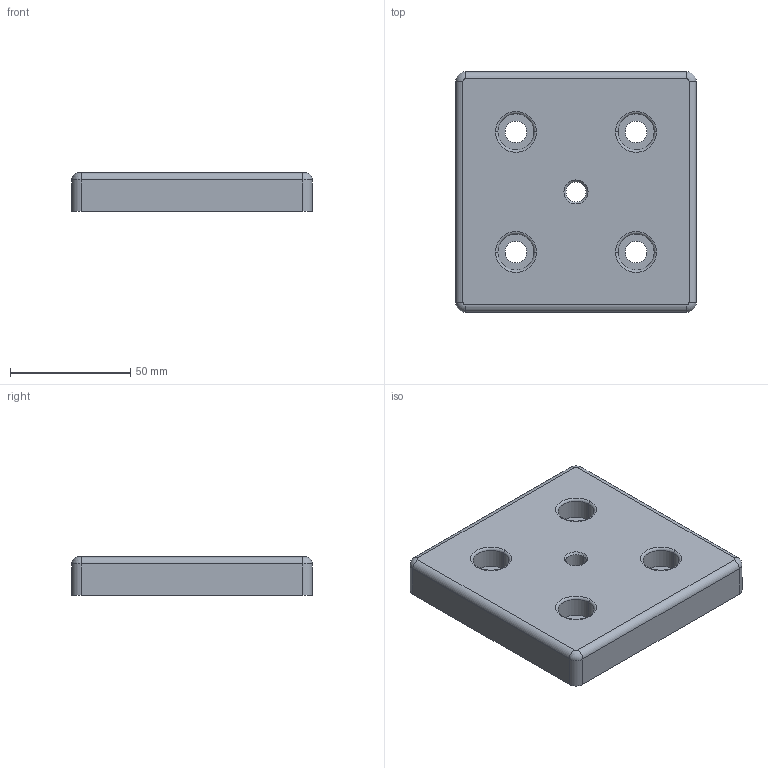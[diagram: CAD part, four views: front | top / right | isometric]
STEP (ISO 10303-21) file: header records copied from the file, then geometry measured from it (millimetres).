
FILE_DESCRIPTION (( 'STEP AP214' ), '1' );
FILE_NAME ('093t1001001008s.STEP', '2014-09-08T09:05:37', ( '' ), ( '' ), 'SwSTEP 2.0', 'SolidWorks 2014', '' );
FILE_SCHEMA (( 'AUTOMOTIVE_DESIGN' ));
Length unit declared in the file: millimetre
Products named in the file (1): 093t1001001008s
Bounding box: 100 x 100 x 16 mm (x, y, z)
Volume: 95082.3 mm3; surface area: 37333.1 mm2
Topology: 1 solids, 1 shells, 181 faces, 435 edges, 245 vertices
Faces by surface type: cylinder 89, sphere 32, torus 29, plane 27, cone 4
Entity records: 5037 total; most frequent: DIRECTION 1021, CARTESIAN_POINT 810, ORIENTED_EDGE 798, AXIS2_PLACEMENT_3D 440, EDGE_CURVE 399, CIRCLE 258, VERTEX_POINT 229, EDGE_LOOP 200
